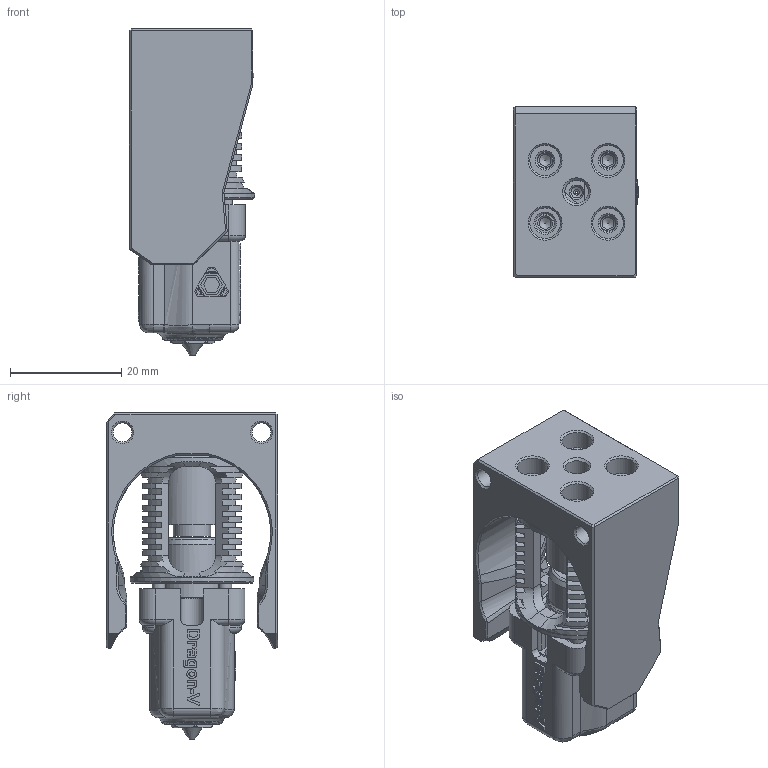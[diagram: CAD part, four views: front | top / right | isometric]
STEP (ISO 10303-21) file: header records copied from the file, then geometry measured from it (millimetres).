
FILE_DESCRIPTION(/* description */ (''),/* implementation_level */ '2;1');
FILE_NAME(/* name */ 'Hotend_Mount_TriangleLab_DragonAce.step',/* time_stamp */ '2023-12-26T12:54:23+01:00',/* author */ (''),/* organization */ (''),/* preprocessor_version */ 'ST-DEVELOPER v20',/* originating_system */ 'Autodesk Translation Framework v12.14.0.127',/* authorisation */ '');
FILE_SCHEMA (('AUTOMOTIVE_DESIGN { 1 0 10303 214 3 1 1 }'));
Products named in the file (11): Hotend_Mount_TriangleLab_DragonAce; FS_Hotend_Mount_Dragon_Ace; TL-dragon-Ace-mouckup v1; Áú-ÌÕ´É¼ÓÈÈÆ
¬-»ðÉ½¼ÓÈÈ¿é; TL-dragon-Íâ¿ò-°«; D2.3L7.5-Ñõ»¯ï¯ÌÕ´
ÉÖù; TL-dragon-¹è½ºÌ×; TL-dragon-¹è½ºÌ×3; E3D v6 HotEnd - Nozzle; TL-dragon-SFºí¹ÜÉ¢ÈÈ¶
Î-°«-µæÆ¬; countersunk flat head cross recess screw_din_DIN EN ISO 7046-1 - M2.5
 x 5 - Z - 5N
Assembly tree (14 placements, depth 3):
  Hotend_Mount_TriangleLab_DragonAce
    FS_Hotend_Mount_Dragon_Ace
    TL-dragon-Ace-mouckup v1
      Áú-ÌÕ´É¼ÓÈÈÆ
¬-»ðÉ½¼ÓÈÈ¿é
      D2.3L7.5-Ñõ»¯ï¯ÌÕ´
ÉÖù  x4
      TL-dragon-Íâ¿ò-°«
      TL-dragon-¹è½ºÌ×
      TL-dragon-¹è½ºÌ×3
      E3D v6 HotEnd - Nozzle
      TL-dragon-SFºí¹ÜÉ¢ÈÈ¶
Î-°«-µæÆ¬
      countersunk flat head cross recess screw_din_DIN EN ISO 7046-1 - M2.5
 x 5 - Z - 5N  x2
Bounding box: 22.49 x 30.8 x 58.64 mm (x, y, z)
Volume: 16006.9 mm3; surface area: 16437.1 mm2
Topology: 11 solids, 11 shells, 1339 faces, 3504 edges, 2241 vertices
Faces by surface type: plane 605, cylinder 327, bspline 279, cone 96, torus 30, sphere 2
Full cylindrical faces by diameter (mm): 0.4 x1, 1 x1, 1.5 x3, 1.572 x1, 1.8 x4, 1.876 x1, 2 x1, 2.1 x4, 2.3 x4, 2.35 x8, 2.5 x1, 2.9 x3, 3.1 x1, 3.4 x3, 4.2 x2, 4.5 x1, 5 x1, 5.2 x25, 5.5 x4, 6.283 x24, 6.688 x1, 7.8 x1, 8.2 x1, 9.5 x1, 10.2 x1, 11 x2, 11.6 x1, 13 x1, 22 x2, 22.3 x1
Entity records: 54456 total; most frequent: CARTESIAN_POINT 22892, ORIENTED_EDGE 6942, DIRECTION 5834, EDGE_CURVE 3471, VERTEX_POINT 2226, AXIS2_PLACEMENT_3D 1968, LINE 1898, VECTOR 1898
